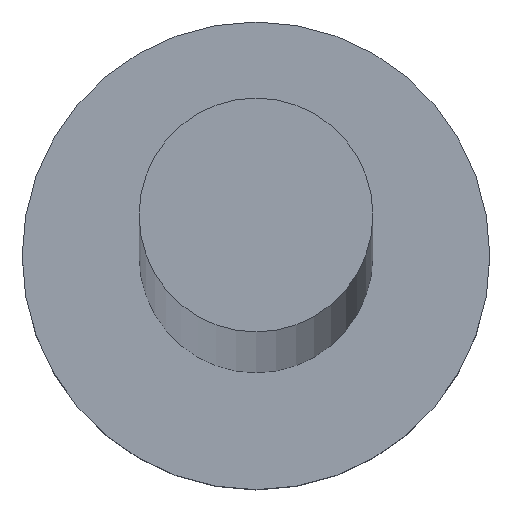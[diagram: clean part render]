
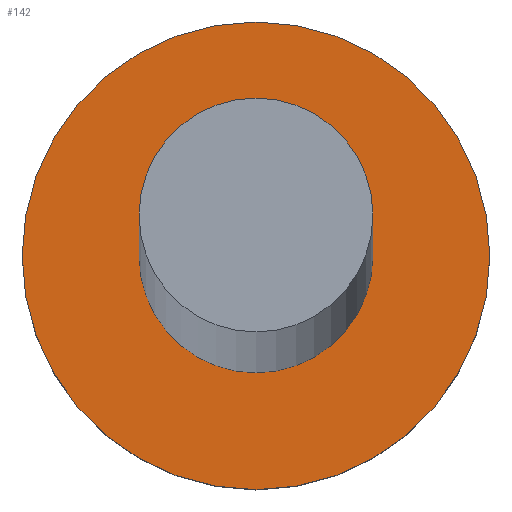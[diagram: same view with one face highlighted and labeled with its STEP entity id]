
A CAD part, top view. The second image highlights one B-rep face of the part: STEP entity #142.
In plain terms, the highlighted planar face has unit normal (0, 0, 1).
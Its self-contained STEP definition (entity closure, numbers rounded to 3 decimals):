
#4 = DIRECTION ( 'NONE',  ( 0., 0., 1. ) ) ;
#13 = CARTESIAN_POINT ( 'NONE',  ( 2., 0., 3. ) ) ;
#16 = DIRECTION ( 'NONE',  ( 1., 0., 0. ) ) ;
#20 = FACE_OUTER_BOUND ( 'NONE', #201, .T. ) ;
#23 = EDGE_LOOP ( 'NONE', ( #181, #110 ) ) ;
#27 = DIRECTION ( 'NONE',  ( 1., 0., 0. ) ) ;
#29 = DIRECTION ( 'NONE',  ( 1., 0., 0. ) ) ;
#37 = DIRECTION ( 'NONE',  ( 0., 0., 1. ) ) ;
#40 = AXIS2_PLACEMENT_3D ( 'NONE', #155, #37, #16 ) ;
#45 = CIRCLE ( 'NONE', #40, 2. ) ;
#50 = CARTESIAN_POINT ( 'NONE',  ( 0., 0., 3. ) ) ;
#61 = PLANE ( 'NONE',  #152 ) ;
#62 = VERTEX_POINT ( 'NONE', #230 ) ;
#66 = CARTESIAN_POINT ( 'NONE',  ( 0., 0., 3. ) ) ;
#69 = EDGE_CURVE ( 'NONE', #129, #200, #237, .T. ) ;
#74 = DIRECTION ( 'NONE',  ( 0., 0., 1. ) ) ;
#84 = AXIS2_PLACEMENT_3D ( 'NONE', #126, #101, #224 ) ;
#100 = CIRCLE ( 'NONE', #109, 4. ) ;
#101 = DIRECTION ( 'NONE',  ( 0., 0., 1. ) ) ;
#108 = VERTEX_POINT ( 'NONE', #13 ) ;
#109 = AXIS2_PLACEMENT_3D ( 'NONE', #50, #4, #29 ) ;
#110 = ORIENTED_EDGE ( 'NONE', *, *, #146, .F. ) ;
#113 = CIRCLE ( 'NONE', #234, 2. ) ;
#126 = CARTESIAN_POINT ( 'NONE',  ( 0., 0., 3. ) ) ;
#128 = CARTESIAN_POINT ( 'NONE',  ( 4., 0., 3. ) ) ;
#129 = VERTEX_POINT ( 'NONE', #128 ) ;
#142 = ADVANCED_FACE ( 'NONE', ( #198, #20 ), #61, .T. ) ;
#146 = EDGE_CURVE ( 'NONE', #108, #62, #45, .T. ) ;
#152 = AXIS2_PLACEMENT_3D ( 'NONE', #196, #74, #211 ) ;
#155 = CARTESIAN_POINT ( 'NONE',  ( 0., 0., 3. ) ) ;
#179 = ORIENTED_EDGE ( 'NONE', *, *, #69, .T. ) ;
#181 = ORIENTED_EDGE ( 'NONE', *, *, #227, .F. ) ;
#186 = CARTESIAN_POINT ( 'NONE',  ( -4., 0., 3. ) ) ;
#196 = CARTESIAN_POINT ( 'NONE',  ( 0., 0., 3. ) ) ;
#198 = FACE_BOUND ( 'NONE', #23, .T. ) ;
#200 = VERTEX_POINT ( 'NONE', #186 ) ;
#201 = EDGE_LOOP ( 'NONE', ( #253, #179 ) ) ;
#211 = DIRECTION ( 'NONE',  ( 1., 0., 0. ) ) ;
#215 = DIRECTION ( 'NONE',  ( 0., 0., 1. ) ) ;
#224 = DIRECTION ( 'NONE',  ( 1., 0., 0. ) ) ;
#227 = EDGE_CURVE ( 'NONE', #62, #108, #113, .T. ) ;
#229 = EDGE_CURVE ( 'NONE', #200, #129, #100, .T. ) ;
#230 = CARTESIAN_POINT ( 'NONE',  ( -2., 0., 3. ) ) ;
#234 = AXIS2_PLACEMENT_3D ( 'NONE', #66, #215, #27 ) ;
#237 = CIRCLE ( 'NONE', #84, 4. ) ;
#253 = ORIENTED_EDGE ( 'NONE', *, *, #229, .T. ) ;
